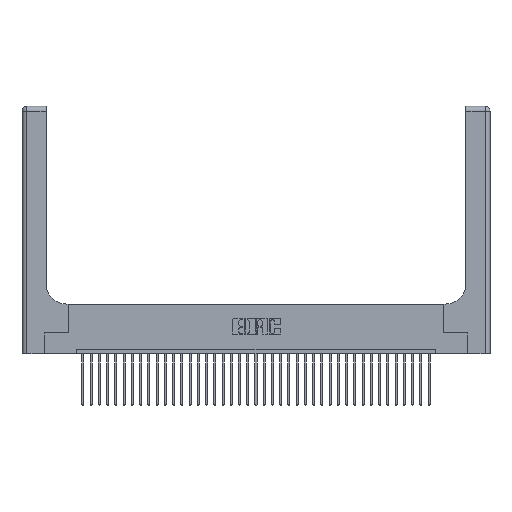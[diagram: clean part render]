
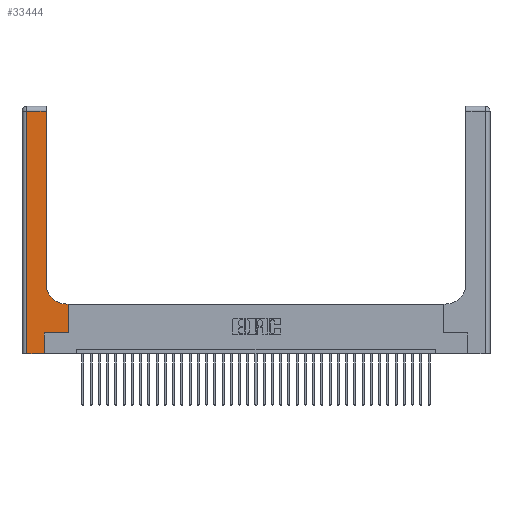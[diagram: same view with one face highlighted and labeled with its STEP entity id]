
A CAD part, top view. The second image highlights one B-rep face of the part: STEP entity #33444.
In plain terms, the highlighted planar face has unit normal (0, 0, 1).
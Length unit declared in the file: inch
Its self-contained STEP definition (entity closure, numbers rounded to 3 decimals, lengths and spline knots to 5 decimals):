
#596 = CARTESIAN_POINT ( 'NONE',  ( 0.2915, 2.94, 0.37 ) ) ;
#764 = DIRECTION ( 'NONE',  ( 1., 0., 0. ) ) ;
#1962 = LINE ( 'NONE', #22001, #25401 ) ;
#2603 = ORIENTED_EDGE ( 'NONE', *, *, #34375, .T. ) ;
#3971 = LINE ( 'NONE', #32567, #30619 ) ;
#4415 = CARTESIAN_POINT ( 'NONE',  ( 0.06, 0., 0.37 ) ) ;
#4560 = EDGE_CURVE ( 'NONE', #17605, #7781, #3971, .T. ) ;
#4590 = ORIENTED_EDGE ( 'NONE', *, *, #19710, .T. ) ;
#4810 = CARTESIAN_POINT ( 'NONE',  ( 0.5585, 0.25, 0.37 ) ) ;
#5189 = CARTESIAN_POINT ( 'NONE',  ( 0., 3., 0.37 ) ) ;
#5563 = VERTEX_POINT ( 'NONE', #7504 ) ;
#5969 = VERTEX_POINT ( 'NONE', #28983 ) ;
#6110 = ORIENTED_EDGE ( 'NONE', *, *, #4560, .T. ) ;
#7504 = CARTESIAN_POINT ( 'NONE',  ( 0.5585, 0.25, 0.37 ) ) ;
#7737 = DIRECTION ( 'NONE',  ( 0., 1., 0. ) ) ;
#7781 = VERTEX_POINT ( 'NONE', #28719 ) ;
#7916 = DIRECTION ( 'NONE',  ( 1., 0., 0. ) ) ;
#7948 = VECTOR ( 'NONE', #27216, 39.37008 ) ;
#8372 = CARTESIAN_POINT ( 'NONE',  ( 0.2915, 0.6, 0.37 ) ) ;
#8647 = EDGE_CURVE ( 'NONE', #14166, #29304, #11929, .T. ) ;
#10602 = ORIENTED_EDGE ( 'NONE', *, *, #8647, .T. ) ;
#10755 = DIRECTION ( 'NONE',  ( 1., 0., 0. ) ) ;
#11844 = DIRECTION ( 'NONE',  ( -1., 0., 0. ) ) ;
#11929 = LINE ( 'NONE', #21274, #7948 ) ;
#12180 = CARTESIAN_POINT ( 'NONE',  ( 0.06, 3., 0.37 ) ) ;
#14166 = VERTEX_POINT ( 'NONE', #23837 ) ;
#15237 = ORIENTED_EDGE ( 'NONE', *, *, #20146, .T. ) ;
#15525 = DIRECTION ( 'NONE',  ( 0., 0., -1. ) ) ;
#16471 = VECTOR ( 'NONE', #23799, 39.37008 ) ;
#16544 = ORIENTED_EDGE ( 'NONE', *, *, #24239, .T. ) ;
#16671 = DIRECTION ( 'NONE',  ( -1., 0., 0. ) ) ;
#17605 = VERTEX_POINT ( 'NONE', #4415 ) ;
#17643 = CARTESIAN_POINT ( 'NONE',  ( 0., 2.94, 0.37 ) ) ;
#18280 = LINE ( 'NONE', #32373, #16471 ) ;
#18295 = CARTESIAN_POINT ( 'NONE',  ( 0.5415, 0.6, 0.37 ) ) ;
#19710 = EDGE_CURVE ( 'NONE', #7781, #5969, #18280, .T. ) ;
#20146 = EDGE_CURVE ( 'NONE', #32555, #17605, #30881, .T. ) ;
#20566 = CARTESIAN_POINT ( 'NONE',  ( 0.5415, 0.85, 0.37 ) ) ;
#20659 = EDGE_CURVE ( 'NONE', #26253, #14166, #35321, .T. ) ;
#20811 = AXIS2_PLACEMENT_3D ( 'NONE', #20566, #15525, #10755 ) ;
#21274 = CARTESIAN_POINT ( 'NONE',  ( 0.2915, 3., 0.37 ) ) ;
#21322 = EDGE_LOOP ( 'NONE', ( #10602, #36724, #15237, #6110, #4590, #2603, #34294, #16544, #32436 ) ) ;
#22001 = CARTESIAN_POINT ( 'NONE',  ( 0.269, 0.25, 0.37 ) ) ;
#22809 = PLANE ( 'NONE',  #37179 ) ;
#23759 = EDGE_CURVE ( 'NONE', #5563, #33914, #36027, .T. ) ;
#23799 = DIRECTION ( 'NONE',  ( 0., 1., 0. ) ) ;
#23837 = CARTESIAN_POINT ( 'NONE',  ( 0.2915, 0.85, 0.37 ) ) ;
#24239 = EDGE_CURVE ( 'NONE', #33914, #26253, #35034, .T. ) ;
#24469 = EDGE_CURVE ( 'NONE', #29304, #32555, #36448, .T. ) ;
#25401 = VECTOR ( 'NONE', #7916, 39.37008 ) ;
#25441 = CARTESIAN_POINT ( 'NONE',  ( 0.5585, 0.6, 0.37 ) ) ;
#26253 = VERTEX_POINT ( 'NONE', #18295 ) ;
#27216 = DIRECTION ( 'NONE',  ( 0., 1., 0. ) ) ;
#27366 = VECTOR ( 'NONE', #31560, 39.37008 ) ;
#28604 = CARTESIAN_POINT ( 'NONE',  ( 0.06, 2.94, 0.37 ) ) ;
#28619 = DIRECTION ( 'NONE',  ( 0., 0., -1. ) ) ;
#28719 = CARTESIAN_POINT ( 'NONE',  ( 0.269, 0., 0.37 ) ) ;
#28983 = CARTESIAN_POINT ( 'NONE',  ( 0.269, 0.25, 0.37 ) ) ;
#29304 = VERTEX_POINT ( 'NONE', #596 ) ;
#30619 = VECTOR ( 'NONE', #764, 39.37008 ) ;
#30881 = LINE ( 'NONE', #12180, #32176 ) ;
#31560 = DIRECTION ( 'NONE',  ( -1., 0., 0. ) ) ;
#32122 = DIRECTION ( 'NONE',  ( 0., -1., 0. ) ) ;
#32176 = VECTOR ( 'NONE', #32122, 39.37008 ) ;
#32373 = CARTESIAN_POINT ( 'NONE',  ( 0.269, 0., 0.37 ) ) ;
#32436 = ORIENTED_EDGE ( 'NONE', *, *, #20659, .T. ) ;
#32555 = VERTEX_POINT ( 'NONE', #28604 ) ;
#32567 = CARTESIAN_POINT ( 'NONE',  ( 0., 0., 0.37 ) ) ;
#33444 = ADVANCED_FACE ( 'NONE', ( #35364 ), #22809, .F. ) ;
#33706 = VECTOR ( 'NONE', #11844, 39.37008 ) ;
#33914 = VERTEX_POINT ( 'NONE', #25441 ) ;
#34294 = ORIENTED_EDGE ( 'NONE', *, *, #23759, .T. ) ;
#34375 = EDGE_CURVE ( 'NONE', #5969, #5563, #1962, .T. ) ;
#35034 = LINE ( 'NONE', #8372, #27366 ) ;
#35321 = CIRCLE ( 'NONE', #20811, 0.25 ) ;
#35364 = FACE_OUTER_BOUND ( 'NONE', #21322, .T. ) ;
#35526 = VECTOR ( 'NONE', #7737, 39.37008 ) ;
#36027 = LINE ( 'NONE', #4810, #35526 ) ;
#36448 = LINE ( 'NONE', #17643, #33706 ) ;
#36724 = ORIENTED_EDGE ( 'NONE', *, *, #24469, .T. ) ;
#37179 = AXIS2_PLACEMENT_3D ( 'NONE', #5189, #28619, #16671 ) ;
